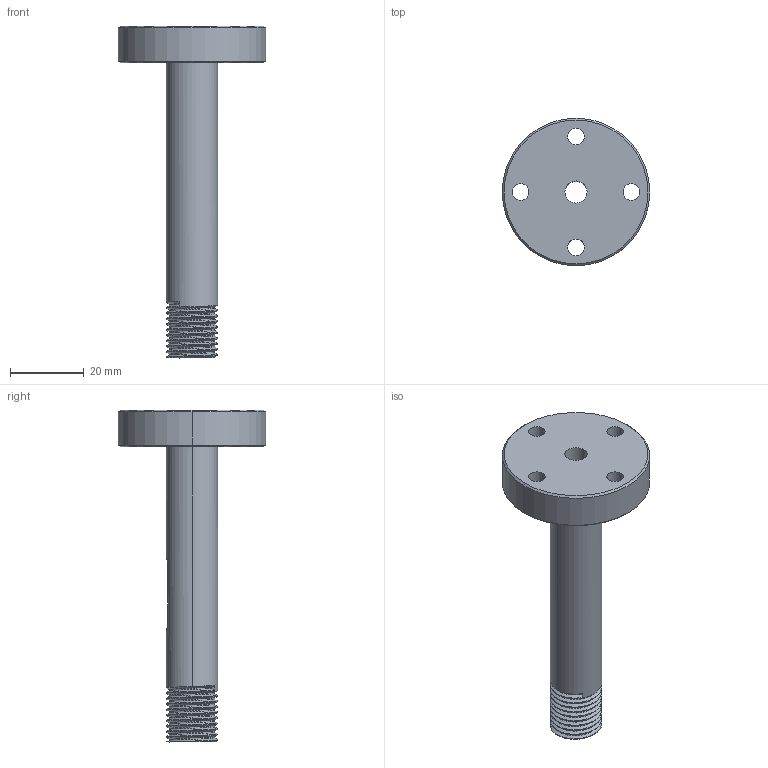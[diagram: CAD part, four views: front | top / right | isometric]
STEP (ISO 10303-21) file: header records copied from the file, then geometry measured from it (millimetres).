
FILE_DESCRIPTION (( 'STEP AP203' ), '1' );
FILE_NAME ('Eje v6_Default_sldprt.STEP', '2023-10-28T09:53:22', ( '' ), ( '' ), 'SwSTEP 2.0', 'SolidWorks 2022', '' );
FILE_SCHEMA (( 'CONFIG_CONTROL_DESIGN' ));
Length unit declared in the file: millimetre
Products named in the file (1): Eje v6_Default_sldprt
Bounding box: 40 x 40 x 90 mm (x, y, z)
Volume: 21165.2 mm3; surface area: 9706.6 mm2
Topology: 1 solids, 1 shells, 50 faces, 135 edges, 89 vertices
Faces by surface type: cylinder 36, plane 7, cone 4, bspline 3
Entity records: 3906 total; most frequent: CARTESIAN_POINT 2666, ORIENTED_EDGE 270, DIRECTION 208, EDGE_CURVE 135, VERTEX_POINT 89, AXIS2_PLACEMENT_3D 81, EDGE_LOOP 62, FACE_OUTER_BOUND 50
